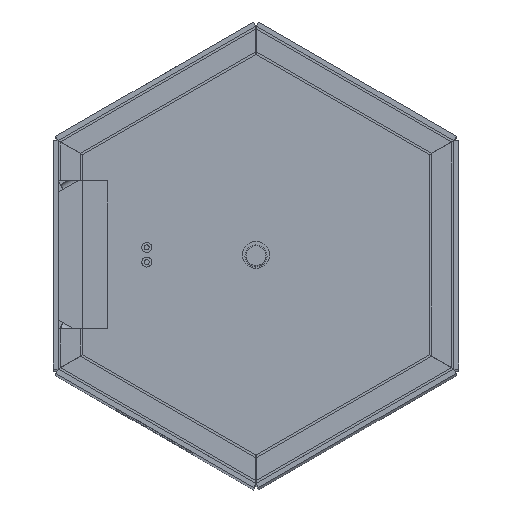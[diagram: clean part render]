
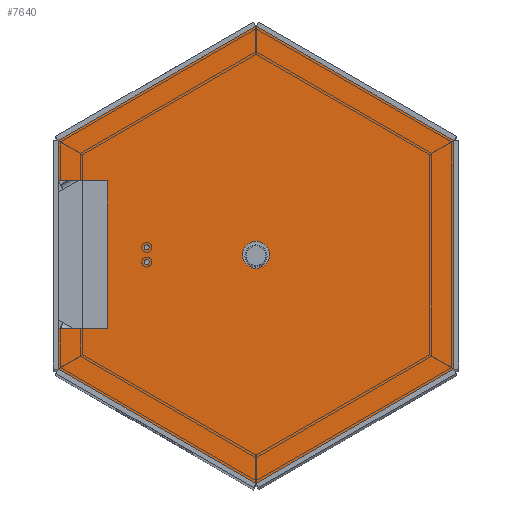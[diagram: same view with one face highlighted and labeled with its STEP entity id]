
A CAD part, top view. The second image highlights one B-rep face of the part: STEP entity #7640.
In plain terms, the highlighted planar face has unit normal (0, 0, 1).
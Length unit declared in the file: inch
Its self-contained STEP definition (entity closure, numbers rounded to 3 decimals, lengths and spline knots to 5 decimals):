
#371=FACE_BOUND('',#1135,.T.);
#372=FACE_BOUND('',#1136,.T.);
#373=FACE_BOUND('',#1137,.T.);
#522=CIRCLE('',#8313,0.1285);
#523=CIRCLE('',#8314,0.1285);
#524=CIRCLE('',#8315,0.6875);
#692=FACE_OUTER_BOUND('',#1134,.T.);
#1134=EDGE_LOOP('',(#5441,#5442,#5443,#5444,#5445,#5446,#5447,#5448,#5449,
#5450));
#1135=EDGE_LOOP('',(#5451));
#1136=EDGE_LOOP('',(#5452));
#1137=EDGE_LOOP('',(#5453));
#1768=LINE('',#11267,#2658);
#1781=LINE('',#11298,#2671);
#1782=LINE('',#11301,#2672);
#1784=LINE('',#11305,#2674);
#1786=LINE('',#11309,#2676);
#1788=LINE('',#11312,#2678);
#1789=LINE('',#11315,#2679);
#1790=LINE('',#11317,#2680);
#1791=LINE('',#11319,#2681);
#1792=LINE('',#11320,#2682);
#2658=VECTOR('',#9107,11.6);
#2671=VECTOR('',#9130,2.05);
#2672=VECTOR('',#9133,2.5);
#2674=VECTOR('',#9137,7.5);
#2676=VECTOR('',#9141,2.5);
#2678=VECTOR('',#9145,2.05);
#2679=VECTOR('',#9148,11.6);
#2680=VECTOR('',#9149,11.6);
#2681=VECTOR('',#9150,11.6);
#2682=VECTOR('',#9151,11.6);
#3512=VERTEX_POINT('',#11264);
#3513=VERTEX_POINT('',#11266);
#3525=VERTEX_POINT('',#11294);
#3526=VERTEX_POINT('',#11296);
#3527=VERTEX_POINT('',#11300);
#3528=VERTEX_POINT('',#11304);
#3529=VERTEX_POINT('',#11308);
#3530=VERTEX_POINT('',#11314);
#3531=VERTEX_POINT('',#11316);
#3532=VERTEX_POINT('',#11318);
#3533=VERTEX_POINT('',#11321);
#3534=VERTEX_POINT('',#11323);
#3535=VERTEX_POINT('',#11325);
#4260=EDGE_CURVE('',#3512,#3513,#1768,.T.);
#4276=EDGE_CURVE('',#3526,#3525,#1781,.T.);
#4277=EDGE_CURVE('',#3525,#3527,#1782,.T.);
#4279=EDGE_CURVE('',#3528,#3527,#1784,.T.);
#4281=EDGE_CURVE('',#3529,#3528,#1786,.T.);
#4283=EDGE_CURVE('',#3529,#3512,#1788,.T.);
#4284=EDGE_CURVE('',#3530,#3526,#1789,.T.);
#4285=EDGE_CURVE('',#3531,#3530,#1790,.T.);
#4286=EDGE_CURVE('',#3532,#3531,#1791,.T.);
#4287=EDGE_CURVE('',#3513,#3532,#1792,.T.);
#4288=EDGE_CURVE('',#3533,#3533,#522,.T.);
#4289=EDGE_CURVE('',#3534,#3534,#523,.T.);
#4290=EDGE_CURVE('',#3535,#3535,#524,.T.);
#5441=ORIENTED_EDGE('',*,*,#4277,.F.);
#5442=ORIENTED_EDGE('',*,*,#4276,.F.);
#5443=ORIENTED_EDGE('',*,*,#4284,.F.);
#5444=ORIENTED_EDGE('',*,*,#4285,.F.);
#5445=ORIENTED_EDGE('',*,*,#4286,.F.);
#5446=ORIENTED_EDGE('',*,*,#4287,.F.);
#5447=ORIENTED_EDGE('',*,*,#4260,.F.);
#5448=ORIENTED_EDGE('',*,*,#4283,.F.);
#5449=ORIENTED_EDGE('',*,*,#4281,.T.);
#5450=ORIENTED_EDGE('',*,*,#4279,.T.);
#5451=ORIENTED_EDGE('',*,*,#4288,.F.);
#5452=ORIENTED_EDGE('',*,*,#4289,.F.);
#5453=ORIENTED_EDGE('',*,*,#4290,.F.);
#7271=PLANE('',#8312);
#7640=ADVANCED_FACE('',(#692,#371,#372,#373),#7271,.F.);
#8312=AXIS2_PLACEMENT_3D('',#11313,#9146,#9147);
#8313=AXIS2_PLACEMENT_3D('',#11322,#9152,#9153);
#8314=AXIS2_PLACEMENT_3D('',#11324,#9154,#9155);
#8315=AXIS2_PLACEMENT_3D('',#11326,#9156,#9157);
#9107=DIRECTION('',(0.866,0.5,0.));
#9130=DIRECTION('',(0.,1.,0.));
#9133=DIRECTION('',(1.,0.,0.));
#9137=DIRECTION('',(0.,-1.,0.));
#9141=DIRECTION('',(1.,0.,0.));
#9145=DIRECTION('',(0.,1.,0.));
#9146=DIRECTION('center_axis',(0.,0.,-1.));
#9147=DIRECTION('ref_axis',(1.,0.,0.));
#9148=DIRECTION('',(-0.866,0.5,0.));
#9149=DIRECTION('',(-0.866,-0.5,0.));
#9150=DIRECTION('',(0.,-1.,0.));
#9151=DIRECTION('',(0.866,-0.5,0.));
#9152=DIRECTION('center_axis',(0.,0.,1.));
#9153=DIRECTION('ref_axis',(-1.,0.,0.));
#9154=DIRECTION('center_axis',(0.,0.,1.));
#9155=DIRECTION('ref_axis',(-1.,0.,0.));
#9156=DIRECTION('center_axis',(0.,0.,1.));
#9157=DIRECTION('ref_axis',(-1.,0.,0.));
#11264=CARTESIAN_POINT('',(-10.04589,5.8,72.125));
#11266=CARTESIAN_POINT('',(0.,11.6,72.125));
#11267=CARTESIAN_POINT('',(-10.04589,5.8,72.125));
#11294=CARTESIAN_POINT('',(-10.04589,-3.75,72.125));
#11296=CARTESIAN_POINT('',(-10.04589,-5.8,72.125));
#11298=CARTESIAN_POINT('',(-10.04589,-5.8,72.125));
#11300=CARTESIAN_POINT('',(-7.54589,-3.75,72.125));
#11301=CARTESIAN_POINT('',(-10.04589,-3.75,72.125));
#11304=CARTESIAN_POINT('',(-7.54589,3.75,72.125));
#11305=CARTESIAN_POINT('',(-7.54589,3.75,72.125));
#11308=CARTESIAN_POINT('',(-10.04589,3.75,72.125));
#11309=CARTESIAN_POINT('',(-10.04589,3.75,72.125));
#11312=CARTESIAN_POINT('',(-10.04589,3.75,72.125));
#11313=CARTESIAN_POINT('Origin',(0.,0.,72.125));
#11314=CARTESIAN_POINT('',(0.,-11.6,72.125));
#11315=CARTESIAN_POINT('',(0.,-11.6,72.125));
#11316=CARTESIAN_POINT('',(10.04589,-5.8,72.125));
#11317=CARTESIAN_POINT('',(10.04589,-5.8,72.125));
#11318=CARTESIAN_POINT('',(10.04589,5.8,72.125));
#11319=CARTESIAN_POINT('',(10.04589,5.8,72.125));
#11320=CARTESIAN_POINT('',(0.,11.6,72.125));
#11321=CARTESIAN_POINT('',(-5.67439,0.375,72.125));
#11322=CARTESIAN_POINT('Origin',(-5.54589,0.375,72.125));
#11323=CARTESIAN_POINT('',(-5.67439,-0.375,72.125));
#11324=CARTESIAN_POINT('Origin',(-5.54589,-0.375,72.125));
#11325=CARTESIAN_POINT('',(0.6875,0.,72.125));
#11326=CARTESIAN_POINT('Origin',(0.,0.,72.125));
